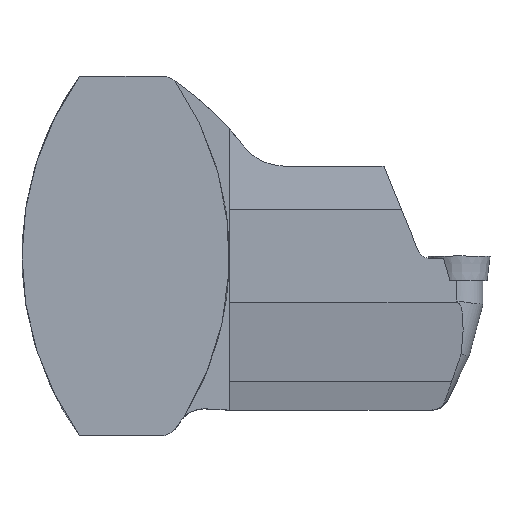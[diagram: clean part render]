
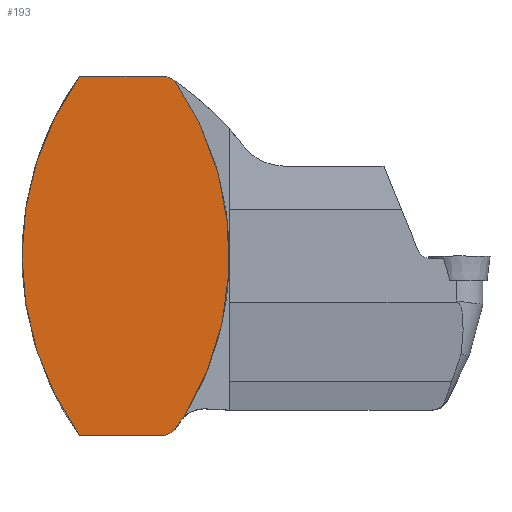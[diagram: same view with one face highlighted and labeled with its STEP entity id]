
A CAD part, top view. The second image highlights one B-rep face of the part: STEP entity #193.
In plain terms, the highlighted planar face has unit normal (0, 0, 1).
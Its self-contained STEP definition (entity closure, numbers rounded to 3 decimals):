
#152=PLANE('',#1010);
#193=ADVANCED_FACE('',(#253),#152,.T.);
#253=FACE_OUTER_BOUND('',#288,.T.);
#288=EDGE_LOOP('',(#541,#542,#543,#544,#545,#546,#547,#548));
#340=CIRCLE('',#955,60.25);
#341=CIRCLE('',#958,60.25);
#342=CIRCLE('',#963,60.5);
#344=CIRCLE('',#969,6.5);
#346=CIRCLE('',#974,5.5);
#347=CIRCLE('',#977,5.);
#541=ORIENTED_EDGE('',*,*,#691,.F.);
#542=ORIENTED_EDGE('',*,*,#695,.F.);
#543=ORIENTED_EDGE('',*,*,#685,.T.);
#544=ORIENTED_EDGE('',*,*,#715,.T.);
#545=ORIENTED_EDGE('',*,*,#713,.T.);
#546=ORIENTED_EDGE('',*,*,#690,.T.);
#547=ORIENTED_EDGE('',*,*,#699,.F.);
#548=ORIENTED_EDGE('',*,*,#707,.F.);
#603=VERTEX_POINT('',#1366);
#606=VERTEX_POINT('',#1371);
#608=VERTEX_POINT('',#1376);
#611=VERTEX_POINT('',#1382);
#612=VERTEX_POINT('',#1386);
#613=VERTEX_POINT('',#1387);
#618=VERTEX_POINT('',#1402);
#625=VERTEX_POINT('',#1421);
#685=EDGE_CURVE('',#603,#606,#789,.T.);
#690=EDGE_CURVE('',#608,#611,#340,.T.);
#691=EDGE_CURVE('',#612,#613,#792,.T.);
#695=EDGE_CURVE('',#603,#612,#341,.T.);
#699=EDGE_CURVE('',#618,#611,#342,.T.);
#707=EDGE_CURVE('',#613,#618,#344,.T.);
#713=EDGE_CURVE('',#625,#608,#346,.T.);
#715=EDGE_CURVE('',#606,#625,#347,.T.);
#789=LINE('',#1372,#846);
#792=LINE('',#1385,#849);
#846=VECTOR('',#1085,1.);
#849=VECTOR('',#1098,1.);
#955=AXIS2_PLACEMENT_3D('',#1383,#1094,#1095);
#958=AXIS2_PLACEMENT_3D('',#1394,#1104,#1105);
#963=AXIS2_PLACEMENT_3D('',#1401,#1114,#1115);
#969=AXIS2_PLACEMENT_3D('',#1417,#1129,#1130);
#974=AXIS2_PLACEMENT_3D('',#1428,#1141,#1142);
#977=AXIS2_PLACEMENT_3D('',#1431,#1147,#1148);
#1010=AXIS2_PLACEMENT_3D('',#1551,#1239,#1240);
#1085=DIRECTION('',(1.,0.,0.));
#1094=DIRECTION('',(0.,0.,1.));
#1095=DIRECTION('',(1.,0.,0.));
#1098=DIRECTION('',(1.,0.,0.));
#1104=DIRECTION('',(0.,0.,-1.));
#1105=DIRECTION('',(1.,0.,0.));
#1114=DIRECTION('',(0.,0.,-1.));
#1115=DIRECTION('',(1.,0.,0.));
#1129=DIRECTION('',(0.,0.,-1.));
#1130=DIRECTION('',(1.,0.,0.));
#1141=DIRECTION('',(0.,0.,-1.));
#1142=DIRECTION('',(1.,0.,0.));
#1147=DIRECTION('',(0.,0.,1.));
#1148=DIRECTION('',(1.,0.,0.));
#1239=DIRECTION('',(0.,0.,1.));
#1240=DIRECTION('',(1.,0.,0.));
#1366=CARTESIAN_POINT('',(-8.891,-35.,0.));
#1371=CARTESIAN_POINT('',(7.5,-35.,0.));
#1372=CARTESIAN_POINT('',(64.5,-35.,0.));
#1376=CARTESIAN_POINT('',(11.487,-31.292,0.));
#1382=CARTESIAN_POINT('',(9.719,34.031,0.));
#1383=CARTESIAN_POINT('',(-40.,0.,0.));
#1385=CARTESIAN_POINT('',(64.5,35.,0.));
#1386=CARTESIAN_POINT('',(-8.891,35.,0.));
#1387=CARTESIAN_POINT('',(7.6,35.,0.));
#1394=CARTESIAN_POINT('',(40.15,0.,0.));
#1401=CARTESIAN_POINT('',(-24.795,-15.659,0.));
#1402=CARTESIAN_POINT('',(9.707,34.039,0.));
#1417=CARTESIAN_POINT('',(6.,28.7,0.));
#1421=CARTESIAN_POINT('',(10.484,-32.604,0.));
#1428=CARTESIAN_POINT('',(15.306,-35.249,0.));
#1431=CARTESIAN_POINT('',(6.1,-30.2,0.));
#1551=CARTESIAN_POINT('',(0.,0.,0.));
